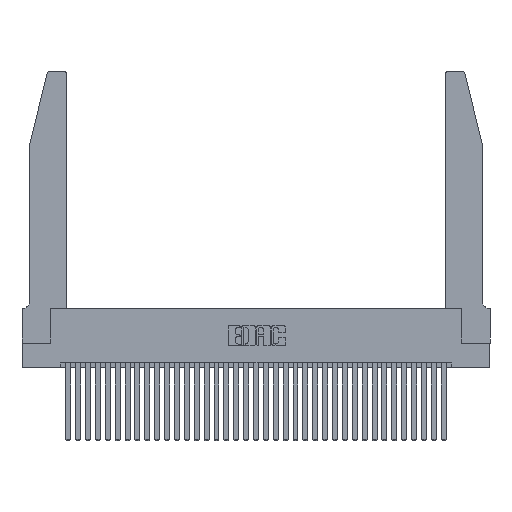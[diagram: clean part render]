
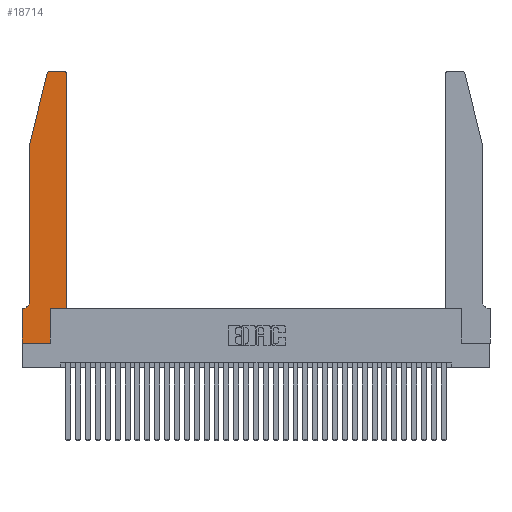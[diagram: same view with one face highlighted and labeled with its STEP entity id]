
A CAD part, top view. The second image highlights one B-rep face of the part: STEP entity #18714.
In plain terms, the highlighted planar face has unit normal (0, 0, 1).
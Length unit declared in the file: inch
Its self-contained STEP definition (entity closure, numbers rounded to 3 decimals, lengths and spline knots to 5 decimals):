
#142 = EDGE_CURVE ( 'NONE', #19255, #18390, #17832, .T. ) ;
#418 = DIRECTION ( 'NONE',  ( 0., 1., 0. ) ) ;
#555 = EDGE_CURVE ( 'NONE', #8975, #12063, #32952, .T. ) ;
#592 = CARTESIAN_POINT ( 'NONE',  ( 0.4505, 0.35, 0.37 ) ) ;
#1654 = FACE_OUTER_BOUND ( 'NONE', #18599, .T. ) ;
#1689 = LINE ( 'NONE', #26649, #30945 ) ;
#1762 = DIRECTION ( 'NONE',  ( 0., 0., 1. ) ) ;
#2176 = EDGE_CURVE ( 'NONE', #18390, #8975, #28646, .T. ) ;
#2211 = DIRECTION ( 'NONE',  ( -0.239, -0.971, 0. ) ) ;
#2217 = CARTESIAN_POINT ( 'NONE',  ( 0., 0.35, 0.37 ) ) ;
#2984 = VECTOR ( 'NONE', #418, 39.37008 ) ;
#3100 = ORIENTED_EDGE ( 'NONE', *, *, #25689, .T. ) ;
#3251 = LINE ( 'NONE', #31373, #5021 ) ;
#3522 = EDGE_CURVE ( 'NONE', #31010, #9093, #11138, .T. ) ;
#3630 = VECTOR ( 'NONE', #25824, 39.37008 ) ;
#4734 = VECTOR ( 'NONE', #25113, 39.37008 ) ;
#4756 = CARTESIAN_POINT ( 'NONE',  ( 0.4505, 0.35, 0.37 ) ) ;
#4853 = ORIENTED_EDGE ( 'NONE', *, *, #23967, .T. ) ;
#5021 = VECTOR ( 'NONE', #9648, 39.37008 ) ;
#5528 = VECTOR ( 'NONE', #24742, 39.37008 ) ;
#6442 = CARTESIAN_POINT ( 'NONE',  ( 0.4205, 2.72, 0.37 ) ) ;
#6565 = ORIENTED_EDGE ( 'NONE', *, *, #7072, .T. ) ;
#6670 = EDGE_CURVE ( 'NONE', #19351, #12241, #20921, .T. ) ;
#6756 = ORIENTED_EDGE ( 'NONE', *, *, #18954, .T. ) ;
#7072 = EDGE_CURVE ( 'NONE', #12063, #16081, #23432, .T. ) ;
#7190 = CARTESIAN_POINT ( 'NONE',  ( 0.4205, 2.75, 0.37 ) ) ;
#7921 = PLANE ( 'NONE',  #33438 ) ;
#8302 = CARTESIAN_POINT ( 'NONE',  ( 0., 0., 0.37 ) ) ;
#8584 = CARTESIAN_POINT ( 'NONE',  ( 0.2865, 0.35, 0.37 ) ) ;
#8975 = VERTEX_POINT ( 'NONE', #7190 ) ;
#9093 = VERTEX_POINT ( 'NONE', #13296 ) ;
#9261 = CIRCLE ( 'NONE', #25617, 0.07 ) ;
#9290 = DIRECTION ( 'NONE',  ( 1., 0., 0. ) ) ;
#9518 = ORIENTED_EDGE ( 'NONE', *, *, #6670, .T. ) ;
#9648 = DIRECTION ( 'NONE',  ( 1., 0., 0. ) ) ;
#10668 = VECTOR ( 'NONE', #22482, 39.37008 ) ;
#10758 = DIRECTION ( 'NONE',  ( 1., 0., 0. ) ) ;
#11138 = LINE ( 'NONE', #23128, #3630 ) ;
#11775 = VERTEX_POINT ( 'NONE', #8584 ) ;
#11824 = DIRECTION ( 'NONE',  ( 0., 0., -1. ) ) ;
#12063 = VERTEX_POINT ( 'NONE', #31407 ) ;
#12241 = VERTEX_POINT ( 'NONE', #32200 ) ;
#12424 = ORIENTED_EDGE ( 'NONE', *, *, #27727, .T. ) ;
#12682 = LINE ( 'NONE', #21674, #20021 ) ;
#12736 = EDGE_CURVE ( 'NONE', #23206, #31486, #3251, .T. ) ;
#13079 = DIRECTION ( 'NONE',  ( 1., 0., 0. ) ) ;
#13296 = CARTESIAN_POINT ( 'NONE',  ( 0.0755, 0.42, 0.37 ) ) ;
#13571 = CARTESIAN_POINT ( 'NONE',  ( 0.0055, 0.35, 0.37 ) ) ;
#13625 = VECTOR ( 'NONE', #30049, 39.37008 ) ;
#15520 = CARTESIAN_POINT ( 'NONE',  ( 0.2865, 0., 0.37 ) ) ;
#16081 = VERTEX_POINT ( 'NONE', #16776 ) ;
#16484 = CARTESIAN_POINT ( 'NONE',  ( 0.0755, 2., 0.37 ) ) ;
#16776 = CARTESIAN_POINT ( 'NONE',  ( 0.25487, 2.72718, 0.37 ) ) ;
#17077 = ORIENTED_EDGE ( 'NONE', *, *, #12736, .T. ) ;
#17109 = CARTESIAN_POINT ( 'NONE',  ( 0.2865, 0.35, 0.37 ) ) ;
#17832 = LINE ( 'NONE', #592, #2984 ) ;
#18004 = CARTESIAN_POINT ( 'NONE',  ( 0., 0., 0.37 ) ) ;
#18228 = EDGE_CURVE ( 'NONE', #11775, #19255, #1689, .T. ) ;
#18390 = VERTEX_POINT ( 'NONE', #30014 ) ;
#18491 = CARTESIAN_POINT ( 'NONE',  ( 0.284, 2.72, 0.37 ) ) ;
#18599 = EDGE_LOOP ( 'NONE', ( #26290, #6565, #4853, #18734, #6756, #9518, #3100, #17077, #12424, #23950, #21566, #22499 ) ) ;
#18714 = ADVANCED_FACE ( 'NONE', ( #1654 ), #7921, .T. ) ;
#18734 = ORIENTED_EDGE ( 'NONE', *, *, #3522, .T. ) ;
#18954 = EDGE_CURVE ( 'NONE', #9093, #19351, #9261, .T. ) ;
#19255 = VERTEX_POINT ( 'NONE', #4756 ) ;
#19351 = VERTEX_POINT ( 'NONE', #13571 ) ;
#20021 = VECTOR ( 'NONE', #2211, 39.37008 ) ;
#20921 = LINE ( 'NONE', #27358, #13625 ) ;
#21249 = DIRECTION ( 'NONE',  ( 1., 0., 0. ) ) ;
#21566 = ORIENTED_EDGE ( 'NONE', *, *, #142, .T. ) ;
#21674 = CARTESIAN_POINT ( 'NONE',  ( 0.0755, 2., 0.37 ) ) ;
#21983 = LINE ( 'NONE', #8302, #5528 ) ;
#22482 = DIRECTION ( 'NONE',  ( 0., 1., 0. ) ) ;
#22499 = ORIENTED_EDGE ( 'NONE', *, *, #2176, .T. ) ;
#23128 = CARTESIAN_POINT ( 'NONE',  ( 0.0755, 2., 0.37 ) ) ;
#23206 = VERTEX_POINT ( 'NONE', #18004 ) ;
#23432 = CIRCLE ( 'NONE', #31640, 0.03 ) ;
#23950 = ORIENTED_EDGE ( 'NONE', *, *, #18228, .T. ) ;
#23967 = EDGE_CURVE ( 'NONE', #16081, #31010, #12682, .T. ) ;
#24742 = DIRECTION ( 'NONE',  ( 0., -1., 0. ) ) ;
#25113 = DIRECTION ( 'NONE',  ( -1., 0., 0. ) ) ;
#25200 = LINE ( 'NONE', #17109, #10668 ) ;
#25617 = AXIS2_PLACEMENT_3D ( 'NONE', #28096, #11824, #30803 ) ;
#25684 = DIRECTION ( 'NONE',  ( 0., 0., 1. ) ) ;
#25689 = EDGE_CURVE ( 'NONE', #12241, #23206, #21983, .T. ) ;
#25781 = CARTESIAN_POINT ( 'NONE',  ( 0.2605, 2.75, 0.37 ) ) ;
#25824 = DIRECTION ( 'NONE',  ( 0., -1., 0. ) ) ;
#26290 = ORIENTED_EDGE ( 'NONE', *, *, #555, .T. ) ;
#26649 = CARTESIAN_POINT ( 'NONE',  ( 0.4505, 0.35, 0.37 ) ) ;
#27073 = DIRECTION ( 'NONE',  ( 0., 0., 1. ) ) ;
#27358 = CARTESIAN_POINT ( 'NONE',  ( 0.0755, 0.35, 0.37 ) ) ;
#27727 = EDGE_CURVE ( 'NONE', #31486, #11775, #25200, .T. ) ;
#28096 = CARTESIAN_POINT ( 'NONE',  ( 0.0055, 0.42, 0.37 ) ) ;
#28274 = AXIS2_PLACEMENT_3D ( 'NONE', #6442, #25684, #9290 ) ;
#28646 = CIRCLE ( 'NONE', #28274, 0.03 ) ;
#30014 = CARTESIAN_POINT ( 'NONE',  ( 0.4505, 2.72, 0.37 ) ) ;
#30049 = DIRECTION ( 'NONE',  ( -1., 0., 0. ) ) ;
#30803 = DIRECTION ( 'NONE',  ( -1., 0., 0. ) ) ;
#30945 = VECTOR ( 'NONE', #13079, 39.37008 ) ;
#31010 = VERTEX_POINT ( 'NONE', #16484 ) ;
#31373 = CARTESIAN_POINT ( 'NONE',  ( 0., 0., 0.37 ) ) ;
#31407 = CARTESIAN_POINT ( 'NONE',  ( 0.284, 2.75, 0.37 ) ) ;
#31486 = VERTEX_POINT ( 'NONE', #15520 ) ;
#31640 = AXIS2_PLACEMENT_3D ( 'NONE', #18491, #1762, #21249 ) ;
#32200 = CARTESIAN_POINT ( 'NONE',  ( 0., 0.35, 0.37 ) ) ;
#32952 = LINE ( 'NONE', #25781, #4734 ) ;
#33438 = AXIS2_PLACEMENT_3D ( 'NONE', #2217, #27073, #10758 ) ;
